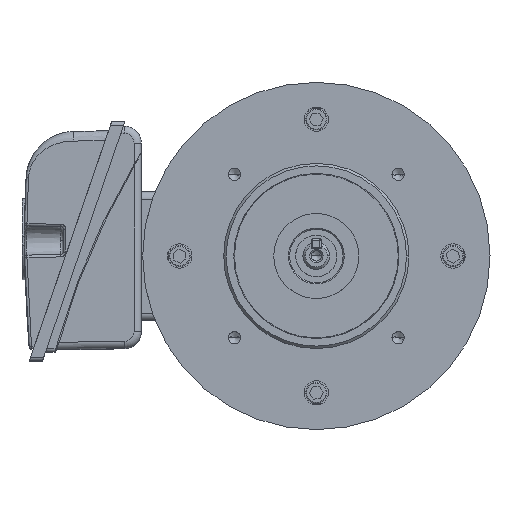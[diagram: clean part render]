
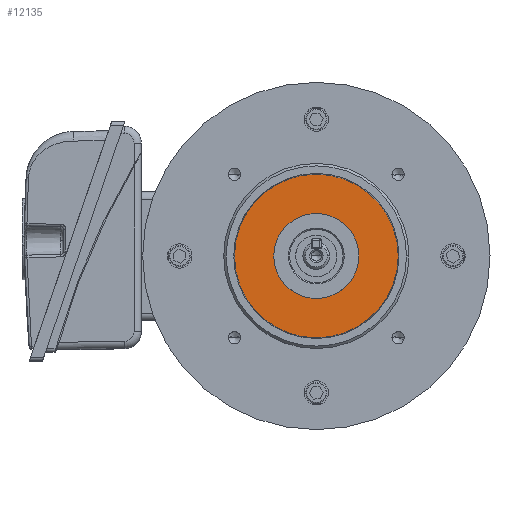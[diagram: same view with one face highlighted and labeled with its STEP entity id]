
A CAD part, top view. The second image highlights one B-rep face of the part: STEP entity #12135.
In plain terms, the highlighted face is planar.
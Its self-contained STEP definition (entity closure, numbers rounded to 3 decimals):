
#3376 = AXIS2_PLACEMENT_3D ( 'NONE', #43166, #6289, #47583 ) ;
#3558 = VERTEX_POINT ( 'NONE', #37324 ) ;
#4319 = CARTESIAN_POINT ( 'NONE',  ( 0., 0., -3.501 ) ) ;
#6043 = PLANE ( 'NONE',  #47113 ) ;
#6289 = DIRECTION ( 'NONE',  ( 0., 0., 1. ) ) ;
#7382 = AXIS2_PLACEMENT_3D ( 'NONE', #4319, #16813, #33510 ) ;
#12135 = ADVANCED_FACE ( 'NONE', ( #39440, #14048 ), #6043, .F. ) ;
#13405 = CARTESIAN_POINT ( 'NONE',  ( 0., 0., -3.501 ) ) ;
#14048 = FACE_BOUND ( 'NONE', #52990, .T. ) ;
#15843 = EDGE_LOOP ( 'NONE', ( #37784, #36482 ) ) ;
#16317 = CARTESIAN_POINT ( 'NONE',  ( -33.686, 0., -3.501 ) ) ;
#16813 = DIRECTION ( 'NONE',  ( 0., 0., 1. ) ) ;
#17559 = DIRECTION ( 'NONE',  ( 0., 0., 1. ) ) ;
#18086 = CIRCLE ( 'NONE', #36760, 33.686 ) ;
#19563 = DIRECTION ( 'NONE',  ( 1., 0., 0. ) ) ;
#22979 = AXIS2_PLACEMENT_3D ( 'NONE', #13405, #17559, #38287 ) ;
#23401 = DIRECTION ( 'NONE',  ( 0., 0., 1. ) ) ;
#23755 = CARTESIAN_POINT ( 'NONE',  ( 0., 0., -3.501 ) ) ;
#24869 = EDGE_CURVE ( 'NONE', #31969, #32652, #18086, .T. ) ;
#25463 = EDGE_CURVE ( 'NONE', #41568, #3558, #28387, .T. ) ;
#26864 = CARTESIAN_POINT ( 'NONE',  ( -17.5, 0., -3.501 ) ) ;
#27402 = CARTESIAN_POINT ( 'NONE',  ( 0., 17.5, -3.501 ) ) ;
#28387 = CIRCLE ( 'NONE', #3376, 17.5 ) ;
#30279 = EDGE_CURVE ( 'NONE', #3558, #41568, #47725, .T. ) ;
#30589 = CARTESIAN_POINT ( 'NONE',  ( 33.686, 0., -3.501 ) ) ;
#31962 = DIRECTION ( 'NONE',  ( 1., 0., 0. ) ) ;
#31969 = VERTEX_POINT ( 'NONE', #16317 ) ;
#32652 = VERTEX_POINT ( 'NONE', #30589 ) ;
#33510 = DIRECTION ( 'NONE',  ( 1., 0., 0. ) ) ;
#33895 = CIRCLE ( 'NONE', #7382, 33.686 ) ;
#36482 = ORIENTED_EDGE ( 'NONE', *, *, #46926, .F. ) ;
#36570 = ORIENTED_EDGE ( 'NONE', *, *, #25463, .T. ) ;
#36760 = AXIS2_PLACEMENT_3D ( 'NONE', #23755, #44541, #19563 ) ;
#37324 = CARTESIAN_POINT ( 'NONE',  ( 17.5, 0., -3.501 ) ) ;
#37784 = ORIENTED_EDGE ( 'NONE', *, *, #24869, .F. ) ;
#38287 = DIRECTION ( 'NONE',  ( 1., 0., 0. ) ) ;
#39440 = FACE_OUTER_BOUND ( 'NONE', #15843, .T. ) ;
#41568 = VERTEX_POINT ( 'NONE', #26864 ) ;
#42237 = ORIENTED_EDGE ( 'NONE', *, *, #30279, .T. ) ;
#43166 = CARTESIAN_POINT ( 'NONE',  ( 0., 0., -3.501 ) ) ;
#44541 = DIRECTION ( 'NONE',  ( 0., 0., 1. ) ) ;
#46926 = EDGE_CURVE ( 'NONE', #32652, #31969, #33895, .T. ) ;
#47113 = AXIS2_PLACEMENT_3D ( 'NONE', #27402, #23401, #31962 ) ;
#47583 = DIRECTION ( 'NONE',  ( 1., 0., 0. ) ) ;
#47725 = CIRCLE ( 'NONE', #22979, 17.5 ) ;
#52990 = EDGE_LOOP ( 'NONE', ( #42237, #36570 ) ) ;
